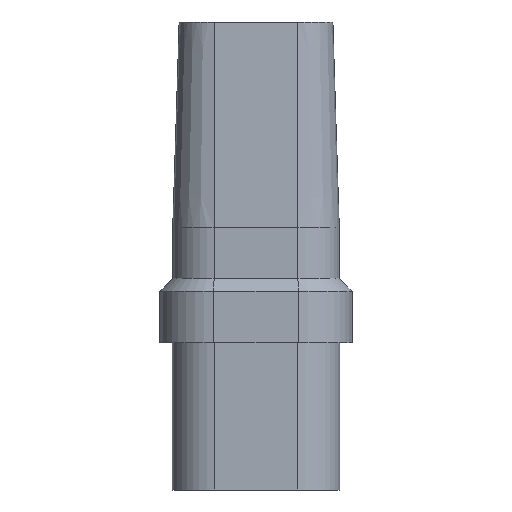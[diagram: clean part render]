
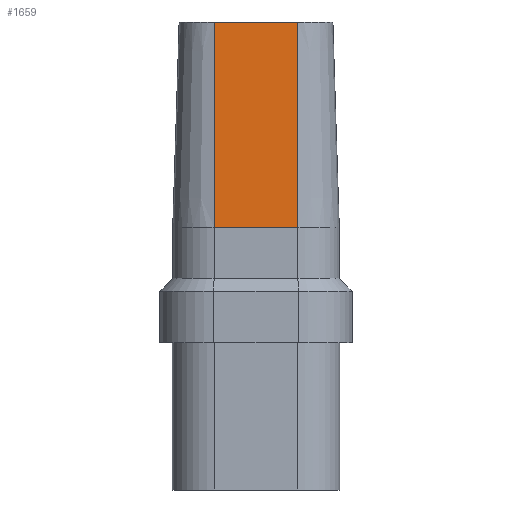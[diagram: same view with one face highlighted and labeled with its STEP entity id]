
A CAD part, front view. The second image highlights one B-rep face of the part: STEP entity #1659.
In plain terms, the highlighted planar face has unit normal (0, -1, 0.031).
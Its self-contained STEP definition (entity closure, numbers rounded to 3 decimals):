
#390 = PLANE('',#391);
#391 = AXIS2_PLACEMENT_3D('',#392,#393,#394);
#392 = CARTESIAN_POINT('',(47.921,-7.595,25.));
#393 = DIRECTION('',(0.,0.,-1.));
#394 = DIRECTION('',(1.,0.,0.));
#922 = VERTEX_POINT('',#923);
#923 = CARTESIAN_POINT('',(44.673,-11.34,25.));
#940 = CONICAL_SURFACE('',#941,3.25,0.031);
#941 = AXIS2_PLACEMENT_3D('',#942,#943,#944);
#942 = CARTESIAN_POINT('',(44.921,-8.35,17.));
#943 = DIRECTION('',(0.,0.,-1.));
#944 = DIRECTION('',(-0.97,-0.243,0.)
  );
#952 = EDGE_CURVE('',#953,#922,#955,.T.);
#953 = VERTEX_POINT('',#954);
#954 = CARTESIAN_POINT('',(51.169,-11.34,25.));
#955 = SURFACE_CURVE('',#956,(#960,#967),.PCURVE_S1.);
#956 = LINE('',#957,#958);
#957 = CARTESIAN_POINT('',(46.287,-11.34,25.));
#958 = VECTOR('',#959,1.);
#959 = DIRECTION('',(-1.,0.,0.));
#960 = PCURVE('',#390,#961);
#961 = DEFINITIONAL_REPRESENTATION('',(#962),#966);
#962 = LINE('',#963,#964);
#963 = CARTESIAN_POINT('',(-1.634,3.745));
#964 = VECTOR('',#965,1.);
#965 = DIRECTION('',(-1.,-0.));
#966 = ( GEOMETRIC_REPRESENTATION_CONTEXT(2) 
PARAMETRIC_REPRESENTATION_CONTEXT() REPRESENTATION_CONTEXT('2D SPACE',''
  ) );
#967 = PCURVE('',#968,#973);
#968 = PLANE('',#969);
#969 = AXIS2_PLACEMENT_3D('',#970,#971,#972);
#970 = CARTESIAN_POINT('',(46.287,-11.59,17.));
#971 = DIRECTION('',(0.,-1.,0.031));
#972 = DIRECTION('',(-1.,0.,0.));
#973 = DEFINITIONAL_REPRESENTATION('',(#974),#978);
#974 = LINE('',#975,#976);
#975 = CARTESIAN_POINT('',(0.,-8.004));
#976 = VECTOR('',#977,1.);
#977 = DIRECTION('',(1.,-0.));
#978 = ( GEOMETRIC_REPRESENTATION_CONTEXT(2) 
PARAMETRIC_REPRESENTATION_CONTEXT() REPRESENTATION_CONTEXT('2D SPACE',''
  ) );
#997 = CONICAL_SURFACE('',#998,3.25,0.031);
#998 = AXIS2_PLACEMENT_3D('',#999,#1000,#1001);
#999 = CARTESIAN_POINT('',(50.921,-8.35,17.));
#1000 = DIRECTION('',(0.,0.,-1.));
#1001 = DIRECTION('',(1.,0.,0.));
#1564 = VERTEX_POINT('',#1565);
#1565 = CARTESIAN_POINT('',(51.189,-11.84,9.));
#1638 = EDGE_CURVE('',#953,#1564,#1639,.T.);
#1639 = SURFACE_CURVE('',#1640,(#1645,#1651),.PCURVE_S1.);
#1640 = B_SPLINE_CURVE_WITH_KNOTS('',3,(#1641,#1642,#1643,#1644),
  .UNSPECIFIED.,.F.,.F.,(4,4),(0.,1.598),
  .PIECEWISE_BEZIER_KNOTS.);
#1641 = CARTESIAN_POINT('',(51.169,-11.34,25.));
#1642 = CARTESIAN_POINT('',(51.176,-11.506,
    19.677));
#1643 = CARTESIAN_POINT('',(51.182,-11.674,
    14.323));
#1644 = CARTESIAN_POINT('',(51.189,-11.84,9.));
#1645 = PCURVE('',#997,#1646);
#1646 = DEFINITIONAL_REPRESENTATION('',(#1647),#1650);
#1647 = B_SPLINE_CURVE_WITH_KNOTS('',1,(#1648,#1649),.UNSPECIFIED.,.F.,
  .F.,(2,2),(0.,1.598),.PIECEWISE_BEZIER_KNOTS.);
#1648 = CARTESIAN_POINT('',(1.488,-8.));
#1649 = CARTESIAN_POINT('',(1.494,8.));
#1650 = ( GEOMETRIC_REPRESENTATION_CONTEXT(2) 
PARAMETRIC_REPRESENTATION_CONTEXT() REPRESENTATION_CONTEXT('2D SPACE',''
  ) );
#1651 = PCURVE('',#968,#1652);
#1652 = DEFINITIONAL_REPRESENTATION('',(#1653),#1658);
#1653 = B_SPLINE_CURVE_WITH_KNOTS('',3,(#1654,#1655,#1656,#1657),
  .UNSPECIFIED.,.F.,.F.,(4,4),(0.,1.598),
  .PIECEWISE_BEZIER_KNOTS.);
#1654 = CARTESIAN_POINT('',(-4.882,-8.004));
#1655 = CARTESIAN_POINT('',(-4.889,-2.678));
#1656 = CARTESIAN_POINT('',(-4.895,2.678));
#1657 = CARTESIAN_POINT('',(-4.902,8.004));
#1658 = ( GEOMETRIC_REPRESENTATION_CONTEXT(2) 
PARAMETRIC_REPRESENTATION_CONTEXT() REPRESENTATION_CONTEXT('2D SPACE',''
  ) );
#1659 = ADVANCED_FACE('',(#1660),#968,.T.);
#1660 = FACE_BOUND('',#1661,.T.);
#1661 = EDGE_LOOP('',(#1662,#1690,#1691,#1692));
#1662 = ORIENTED_EDGE('',*,*,#1663,.T.);
#1663 = EDGE_CURVE('',#1664,#1564,#1666,.T.);
#1664 = VERTEX_POINT('',#1665);
#1665 = CARTESIAN_POINT('',(44.653,-11.84,9.));
#1666 = SURFACE_CURVE('',#1667,(#1671,#1678),.PCURVE_S1.);
#1667 = LINE('',#1668,#1669);
#1668 = CARTESIAN_POINT('',(46.287,-11.84,9.));
#1669 = VECTOR('',#1670,1.);
#1670 = DIRECTION('',(1.,0.,0.));
#1671 = PCURVE('',#968,#1672);
#1672 = DEFINITIONAL_REPRESENTATION('',(#1673),#1677);
#1673 = LINE('',#1674,#1675);
#1674 = CARTESIAN_POINT('',(-0.,8.004));
#1675 = VECTOR('',#1676,1.);
#1676 = DIRECTION('',(-1.,0.));
#1677 = ( GEOMETRIC_REPRESENTATION_CONTEXT(2) 
PARAMETRIC_REPRESENTATION_CONTEXT() REPRESENTATION_CONTEXT('2D SPACE',''
  ) );
#1678 = PCURVE('',#1679,#1684);
#1679 = PLANE('',#1680);
#1680 = AXIS2_PLACEMENT_3D('',#1681,#1682,#1683);
#1681 = CARTESIAN_POINT('',(44.653,-11.84,
    0.));
#1682 = DIRECTION('',(0.,-1.,0.));
#1683 = DIRECTION('',(1.,0.,0.));
#1684 = DEFINITIONAL_REPRESENTATION('',(#1685),#1689);
#1685 = LINE('',#1686,#1687);
#1686 = CARTESIAN_POINT('',(1.634,9.));
#1687 = VECTOR('',#1688,1.);
#1688 = DIRECTION('',(1.,0.));
#1689 = ( GEOMETRIC_REPRESENTATION_CONTEXT(2) 
PARAMETRIC_REPRESENTATION_CONTEXT() REPRESENTATION_CONTEXT('2D SPACE',''
  ) );
#1690 = ORIENTED_EDGE('',*,*,#1638,.F.);
#1691 = ORIENTED_EDGE('',*,*,#952,.T.);
#1692 = ORIENTED_EDGE('',*,*,#1693,.T.);
#1693 = EDGE_CURVE('',#922,#1664,#1694,.T.);
#1694 = SURFACE_CURVE('',#1695,(#1700,#1708),.PCURVE_S1.);
#1695 = B_SPLINE_CURVE_WITH_KNOTS('',3,(#1696,#1697,#1698,#1699),
  .UNSPECIFIED.,.F.,.F.,(4,4),(0.,1.598),
  .PIECEWISE_BEZIER_KNOTS.);
#1696 = CARTESIAN_POINT('',(44.673,-11.34,25.));
#1697 = CARTESIAN_POINT('',(44.666,-11.506,
    19.677));
#1698 = CARTESIAN_POINT('',(44.659,-11.674,
    14.323));
#1699 = CARTESIAN_POINT('',(44.653,-11.84,9.));
#1700 = PCURVE('',#968,#1701);
#1701 = DEFINITIONAL_REPRESENTATION('',(#1702),#1707);
#1702 = B_SPLINE_CURVE_WITH_KNOTS('',3,(#1703,#1704,#1705,#1706),
  .UNSPECIFIED.,.F.,.F.,(4,4),(0.,1.598),
  .PIECEWISE_BEZIER_KNOTS.);
#1703 = CARTESIAN_POINT('',(1.614,-8.004));
#1704 = CARTESIAN_POINT('',(1.621,-2.678));
#1705 = CARTESIAN_POINT('',(1.627,2.678));
#1706 = CARTESIAN_POINT('',(1.634,8.004));
#1707 = ( GEOMETRIC_REPRESENTATION_CONTEXT(2) 
PARAMETRIC_REPRESENTATION_CONTEXT() REPRESENTATION_CONTEXT('2D SPACE',''
  ) );
#1708 = PCURVE('',#940,#1709);
#1709 = DEFINITIONAL_REPRESENTATION('',(#1710),#1713);
#1710 = B_SPLINE_CURVE_WITH_KNOTS('',1,(#1711,#1712),.UNSPECIFIED.,.F.,
  .F.,(2,2),(0.,1.598),.PIECEWISE_BEZIER_KNOTS.);
#1711 = CARTESIAN_POINT('',(5.041,-8.));
#1712 = CARTESIAN_POINT('',(5.034,8.));
#1713 = ( GEOMETRIC_REPRESENTATION_CONTEXT(2) 
PARAMETRIC_REPRESENTATION_CONTEXT() REPRESENTATION_CONTEXT('2D SPACE',''
  ) );
